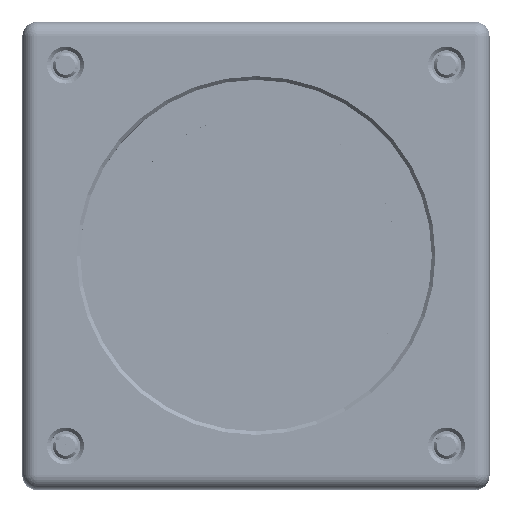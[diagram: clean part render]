
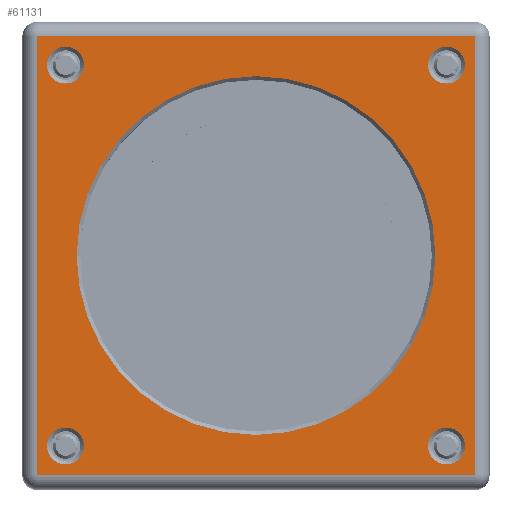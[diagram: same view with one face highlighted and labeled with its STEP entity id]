
A CAD part, top view. The second image highlights one B-rep face of the part: STEP entity #61131.
In plain terms, the highlighted planar face has unit normal (0, 0, 1).
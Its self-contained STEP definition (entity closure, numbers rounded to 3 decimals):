
#2896=FACE_BOUND('',#10195,.T.);
#2897=FACE_BOUND('',#10196,.T.);
#2898=FACE_BOUND('',#10197,.T.);
#2899=FACE_BOUND('',#10198,.T.);
#2900=FACE_BOUND('',#10199,.T.);
#6197=FACE_OUTER_BOUND('',#10194,.T.);
#10194=EDGE_LOOP('',(#47076,#47077,#47078,#47079));
#10195=EDGE_LOOP('',(#47080));
#10196=EDGE_LOOP('',(#47081));
#10197=EDGE_LOOP('',(#47082));
#10198=EDGE_LOOP('',(#47083));
#10199=EDGE_LOOP('',(#47084));
#14265=LINE('',#108788,#18804);
#14266=LINE('',#108790,#18805);
#14267=LINE('',#108792,#18806);
#14268=LINE('',#108793,#18807);
#18804=VECTOR('',#77921,10.);
#18805=VECTOR('',#77922,10.);
#18806=VECTOR('',#77923,10.);
#18807=VECTOR('',#77924,10.);
#22450=CIRCLE('',#66090,2.567);
#22453=CIRCLE('',#66094,2.567);
#22454=CIRCLE('',#66095,2.567);
#22455=CIRCLE('',#66096,24.959);
#22456=CIRCLE('',#66097,2.567);
#26783=VERTEX_POINT('',#108778);
#26786=VERTEX_POINT('',#108786);
#26787=VERTEX_POINT('',#108787);
#26788=VERTEX_POINT('',#108789);
#26789=VERTEX_POINT('',#108791);
#26790=VERTEX_POINT('',#108794);
#26791=VERTEX_POINT('',#108796);
#26792=VERTEX_POINT('',#108798);
#26793=VERTEX_POINT('',#108800);
#34071=EDGE_CURVE('',#26783,#26783,#22450,.T.);
#34075=EDGE_CURVE('',#26786,#26787,#14265,.T.);
#34076=EDGE_CURVE('',#26788,#26786,#14266,.T.);
#34077=EDGE_CURVE('',#26789,#26788,#14267,.T.);
#34078=EDGE_CURVE('',#26787,#26789,#14268,.T.);
#34079=EDGE_CURVE('',#26790,#26790,#22453,.T.);
#34080=EDGE_CURVE('',#26791,#26791,#22454,.T.);
#34081=EDGE_CURVE('',#26792,#26792,#22455,.T.);
#34082=EDGE_CURVE('',#26793,#26793,#22456,.T.);
#47076=ORIENTED_EDGE('',*,*,#34075,.F.);
#47077=ORIENTED_EDGE('',*,*,#34076,.F.);
#47078=ORIENTED_EDGE('',*,*,#34077,.F.);
#47079=ORIENTED_EDGE('',*,*,#34078,.F.);
#47080=ORIENTED_EDGE('',*,*,#34079,.F.);
#47081=ORIENTED_EDGE('',*,*,#34080,.F.);
#47082=ORIENTED_EDGE('',*,*,#34081,.F.);
#47083=ORIENTED_EDGE('',*,*,#34082,.F.);
#47084=ORIENTED_EDGE('',*,*,#34071,.F.);
#55132=PLANE('',#66093);
#61131=ADVANCED_FACE('',(#6197,#2896,#2897,#2898,#2899,#2900),#55132,.T.);
#66090=AXIS2_PLACEMENT_3D('',#108779,#77912,#77913);
#66093=AXIS2_PLACEMENT_3D('',#108785,#77919,#77920);
#66094=AXIS2_PLACEMENT_3D('',#108795,#77925,#77926);
#66095=AXIS2_PLACEMENT_3D('',#108797,#77927,#77928);
#66096=AXIS2_PLACEMENT_3D('',#108799,#77929,#77930);
#66097=AXIS2_PLACEMENT_3D('',#108801,#77931,#77932);
#77912=DIRECTION('center_axis',(0.,0.,
1.));
#77913=DIRECTION('ref_axis',(0.,1.,0.));
#77919=DIRECTION('center_axis',(0.,0.,
1.));
#77920=DIRECTION('ref_axis',(0.,-1.,0.));
#77921=DIRECTION('',(0.,1.,0.));
#77922=DIRECTION('',(-1.,0.,0.));
#77923=DIRECTION('',(0.,-1.,0.));
#77924=DIRECTION('',(1.,0.,0.));
#77925=DIRECTION('center_axis',(0.,0.,
1.));
#77926=DIRECTION('ref_axis',(0.,1.,0.));
#77927=DIRECTION('center_axis',(0.,0.,
1.));
#77928=DIRECTION('ref_axis',(0.,1.,0.));
#77929=DIRECTION('center_axis',(0.,0.,
1.));
#77930=DIRECTION('ref_axis',(0.,1.,0.));
#77931=DIRECTION('center_axis',(0.,0.,
1.));
#77932=DIRECTION('ref_axis',(0.,1.,0.));
#108778=CARTESIAN_POINT('',(-26.5,23.933,42.8));
#108779=CARTESIAN_POINT('Origin',(-26.5,26.5,42.8));
#108785=CARTESIAN_POINT('Origin',(0.001,0.001,
42.8));
#108786=CARTESIAN_POINT('',(-30.498,-30.5,42.8));
#108787=CARTESIAN_POINT('',(-30.5,30.5,42.8));
#108788=CARTESIAN_POINT('',(-30.498,-16.25,42.8));
#108789=CARTESIAN_POINT('',(30.502,-30.498,42.8));
#108790=CARTESIAN_POINT('',(16.252,-30.498,42.8));
#108791=CARTESIAN_POINT('',(30.5,30.502,42.8));
#108792=CARTESIAN_POINT('',(30.5,16.252,42.8));
#108793=CARTESIAN_POINT('',(-16.25,30.5,42.8));
#108794=CARTESIAN_POINT('',(-26.498,-29.067,42.8));
#108795=CARTESIAN_POINT('Origin',(-26.498,-26.5,42.8));
#108796=CARTESIAN_POINT('',(26.5,23.935,42.8));
#108797=CARTESIAN_POINT('Origin',(26.5,26.502,42.8));
#108798=CARTESIAN_POINT('',(0.002,-24.958,42.8));
#108799=CARTESIAN_POINT('Origin',(0.001,0.001,
42.8));
#108800=CARTESIAN_POINT('',(26.502,-29.065,42.8));
#108801=CARTESIAN_POINT('Origin',(26.502,-26.498,42.8));
